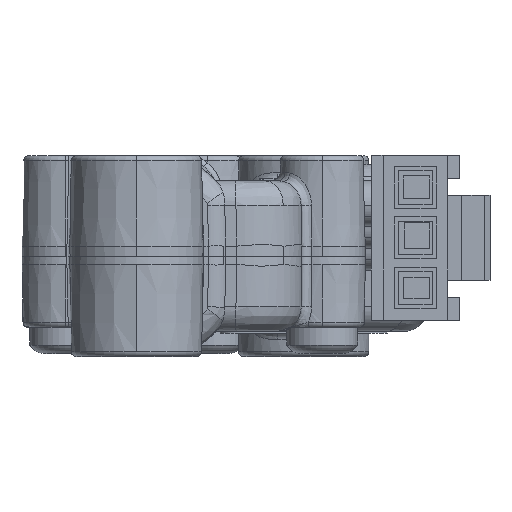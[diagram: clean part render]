
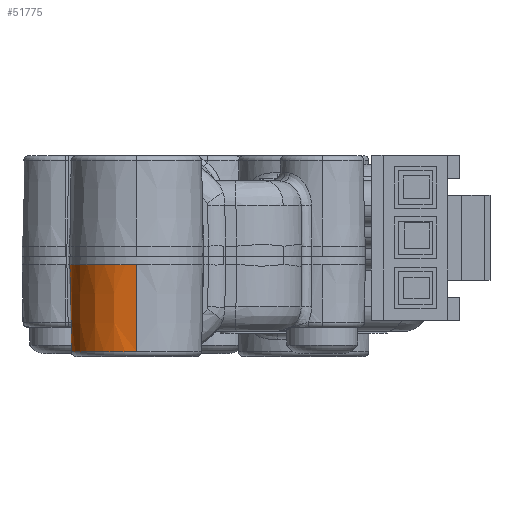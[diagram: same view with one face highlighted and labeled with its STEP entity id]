
A CAD part, front view. The second image highlights one B-rep face of the part: STEP entity #51775.
In plain terms, the highlighted conical face has half-angle 1 degrees and reference radius 4 mm.
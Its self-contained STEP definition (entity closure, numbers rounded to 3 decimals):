
#790 = AXIS2_PLACEMENT_3D ( 'NONE', #12292, #47373, #58442 ) ;
#1533 = CARTESIAN_POINT ( 'NONE',  ( -3.776, -18.908, -3.955 ) ) ;
#1781 = LINE ( 'NONE', #12885, #60433 ) ;
#1829 = CARTESIAN_POINT ( 'NONE',  ( 0., -20., 0. ) ) ;
#1912 = CIRCLE ( 'NONE', #11589, 3.926 ) ;
#1978 = EDGE_CURVE ( 'NONE', #40382, #26966, #1912, .T. ) ;
#2320 = CARTESIAN_POINT ( 'NONE',  ( -3.855, -18.967, -0.5 ) ) ;
#3486 = CARTESIAN_POINT ( 'NONE',  ( -3.603, -18.441, -4.25 ) ) ;
#4242 = VERTEX_POINT ( 'NONE', #1533 ) ;
#4583 = CARTESIAN_POINT ( 'NONE',  ( 0., -23.991, -0.5 ) ) ;
#5271 = CIRCLE ( 'NONE', #790, 3.9 ) ;
#7017 = CARTESIAN_POINT ( 'NONE',  ( -3.776, -18.908, -3.955 ) ) ;
#8522 = DIRECTION ( 'NONE',  ( 0., 0., -1. ) ) ;
#8533 = CARTESIAN_POINT ( 'NONE',  ( -3.468, -18.215, -5.705 ) ) ;
#9660 = AXIS2_PLACEMENT_3D ( 'NONE', #45073, #54213, #54647 ) ;
#9805 = ORIENTED_EDGE ( 'NONE', *, *, #65299, .T. ) ;
#11589 = AXIS2_PLACEMENT_3D ( 'NONE', #28636, #8522, #59129 ) ;
#11966 = AXIS2_PLACEMENT_3D ( 'NONE', #42222, #52460, #16604 ) ;
#12292 = CARTESIAN_POINT ( 'NONE',  ( 0., -20., -5.705 ) ) ;
#12885 = CARTESIAN_POINT ( 'NONE',  ( 0., -24., 0. ) ) ;
#13035 = FACE_OUTER_BOUND ( 'NONE', #29638, .T. ) ;
#13105 = DIRECTION ( 'NONE',  ( 0., -0.017, 1. ) ) ;
#14152 = VERTEX_POINT ( 'NONE', #8533 ) ;
#15143 = CARTESIAN_POINT ( 'NONE',  ( -3.486, -18.195, -4.25 ) ) ;
#15553 = CARTESIAN_POINT ( 'NONE',  ( -3.474, -18.208, -5.22 ) ) ;
#15611 = VERTEX_POINT ( 'NONE', #35663 ) ;
#16604 = DIRECTION ( 'NONE',  ( 0., 1., 0. ) ) ;
#17411 = ORIENTED_EDGE ( 'NONE', *, *, #49529, .T. ) ;
#18124 = EDGE_CURVE ( 'NONE', #14152, #15611, #44778, .T. ) ;
#18596 = CARTESIAN_POINT ( 'NONE',  ( -3.855, -18.967, -0.5 ) ) ;
#19818 = CARTESIAN_POINT ( 'NONE',  ( -3.776, -18.908, -3.955 ) ) ;
#20367 = AXIS2_PLACEMENT_3D ( 'NONE', #1829, #22151, #37191 ) ;
#20631 = CARTESIAN_POINT ( 'NONE',  ( -3.468, -18.215, -5.705 ) ) ;
#22151 = DIRECTION ( 'NONE',  ( 0., 0., 1. ) ) ;
#24274 = B_SPLINE_CURVE_WITH_KNOTS ( 'NONE', 3,
 ( #19818, #40341, #35284, #35488, #25523, #61353 ),
 .UNSPECIFIED., .F., .F.,
 ( 4, 2, 4 ),
 ( 0., 0., 0.001 ),
 .UNSPECIFIED. ) ;
#25523 = CARTESIAN_POINT ( 'NONE',  ( -3.643, -18.534, -4.25 ) ) ;
#25666 = EDGE_CURVE ( 'NONE', #4242, #40382, #24274, .T. ) ;
#26966 = VERTEX_POINT ( 'NONE', #34635 ) ;
#27431 = ORIENTED_EDGE ( 'NONE', *, *, #43153, .T. ) ;
#28371 = VERTEX_POINT ( 'NONE', #18596 ) ;
#28636 = CARTESIAN_POINT ( 'NONE',  ( 0., -20., -4.25 ) ) ;
#28696 = CIRCLE ( 'NONE', #11966, 3.991 ) ;
#29638 = EDGE_LOOP ( 'NONE', ( #64093, #17411, #49030, #27431, #9805, #55019, #42101, #33718 ) ) ;
#29783 = EDGE_CURVE ( 'NONE', #26966, #14152, #40086, .T. ) ;
#33718 = ORIENTED_EDGE ( 'NONE', *, *, #29783, .T. ) ;
#34635 = CARTESIAN_POINT ( 'NONE',  ( -3.486, -18.195, -4.25 ) ) ;
#35284 = CARTESIAN_POINT ( 'NONE',  ( -3.734, -18.775, -4.099 ) ) ;
#35488 = CARTESIAN_POINT ( 'NONE',  ( -3.678, -18.622, -4.21 ) ) ;
#35663 = CARTESIAN_POINT ( 'NONE',  ( -3.9, -20., -5.705 ) ) ;
#37191 = DIRECTION ( 'NONE',  ( 0., -1., 0. ) ) ;
#37273 = CARTESIAN_POINT ( 'NONE',  ( -3.803, -18.928, -2.804 ) ) ;
#38226 = CONICAL_SURFACE ( 'NONE', #20367, 4., 0.017 ) ;
#40086 = B_SPLINE_CURVE_WITH_KNOTS ( 'NONE', 3,
 ( #15143, #50719, #15553, #20631 ),
 .UNSPECIFIED., .F., .F.,
 ( 4, 4 ),
 ( 0., 0.001 ),
 .UNSPECIFIED. ) ;
#40341 = CARTESIAN_POINT ( 'NONE',  ( -3.756, -18.842, -4.027 ) ) ;
#40382 = VERTEX_POINT ( 'NONE', #3486 ) ;
#42101 = ORIENTED_EDGE ( 'NONE', *, *, #1978, .T. ) ;
#42222 = CARTESIAN_POINT ( 'NONE',  ( 0., -20., -0.5 ) ) ;
#43153 = EDGE_CURVE ( 'NONE', #64358, #28371, #28696, .T. ) ;
#43336 = EDGE_CURVE ( 'NONE', #58265, #64358, #1781, .T. ) ;
#44778 = CIRCLE ( 'NONE', #9660, 3.9 ) ;
#45073 = CARTESIAN_POINT ( 'NONE',  ( 0., -20., -5.705 ) ) ;
#47373 = DIRECTION ( 'NONE',  ( 0., 0., 1. ) ) ;
#49030 = ORIENTED_EDGE ( 'NONE', *, *, #43336, .T. ) ;
#49529 = EDGE_CURVE ( 'NONE', #15611, #58265, #5271, .T. ) ;
#50719 = CARTESIAN_POINT ( 'NONE',  ( -3.48, -18.201, -4.735 ) ) ;
#51658 = CARTESIAN_POINT ( 'NONE',  ( 0., -23.9, -5.705 ) ) ;
#51775 = ADVANCED_FACE ( 'NONE', ( #13035 ), #38226, .T. ) ;
#52102 = CARTESIAN_POINT ( 'NONE',  ( -3.829, -18.948, -1.652 ) ) ;
#52460 = DIRECTION ( 'NONE',  ( 0., 0., -1. ) ) ;
#54213 = DIRECTION ( 'NONE',  ( 0., 0., 1. ) ) ;
#54647 = DIRECTION ( 'NONE',  ( 0., -1., 0. ) ) ;
#55019 = ORIENTED_EDGE ( 'NONE', *, *, #25666, .T. ) ;
#58265 = VERTEX_POINT ( 'NONE', #51658 ) ;
#58442 = DIRECTION ( 'NONE',  ( 0., -1., 0. ) ) ;
#59129 = DIRECTION ( 'NONE',  ( 0., -1., 0. ) ) ;
#60433 = VECTOR ( 'NONE', #13105, 1000. ) ;
#61353 = CARTESIAN_POINT ( 'NONE',  ( -3.603, -18.441, -4.25 ) ) ;
#63881 = B_SPLINE_CURVE_WITH_KNOTS ( 'NONE', 3,
 ( #2320, #52102, #37273, #7017 ),
 .UNSPECIFIED., .F., .F.,
 ( 4, 4 ),
 ( 0.032, 0.035 ),
 .UNSPECIFIED. ) ;
#64093 = ORIENTED_EDGE ( 'NONE', *, *, #18124, .T. ) ;
#64358 = VERTEX_POINT ( 'NONE', #4583 ) ;
#65299 = EDGE_CURVE ( 'NONE', #28371, #4242, #63881, .T. ) ;
